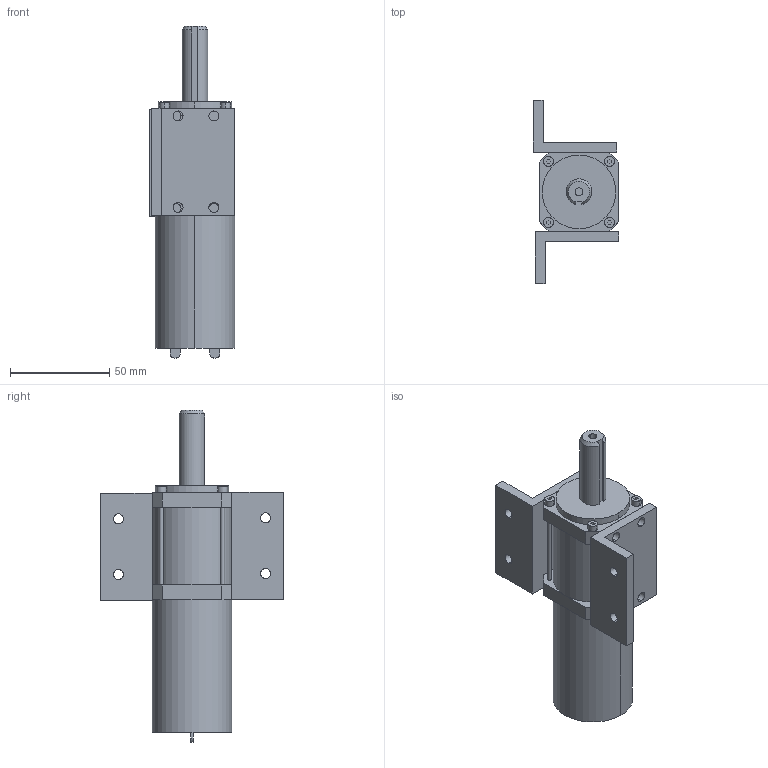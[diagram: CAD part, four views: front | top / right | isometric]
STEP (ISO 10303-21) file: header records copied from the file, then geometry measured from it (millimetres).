
FILE_DESCRIPTION (( 'STEP AP214' ), '1' );
FILE_NAME ('motoechannel.STEP', '2019-02-19T20:02:05', ( '' ), ( '' ), 'SwSTEP 2.0', 'SolidWorks 2017', '' );
FILE_SCHEMA (( 'AUTOMOTIVE_DESIGN' ));
Length unit declared in the file: centimetre
Products named in the file (3): Drive Motor; motoechannel; lchannel
Assembly tree (3 placements, depth 2):
  motoechannel
    Drive Motor
    lchannel  x2
Bounding box: 43 x 92 x 167 mm (x, y, z)
Volume: 195786 mm3; surface area: 41055.9 mm2
Topology: 7 solids, 7 shells, 200 faces, 465 edges, 304 vertices
Faces by surface type: plane 114, cylinder 85, cone 1
Entity records: 5632 total; most frequent: DIRECTION 934, CARTESIAN_POINT 871, ORIENTED_EDGE 822, EDGE_CURVE 411, AXIS2_PLACEMENT_3D 339, VERTEX_POINT 268, VECTOR 256, LINE 256
